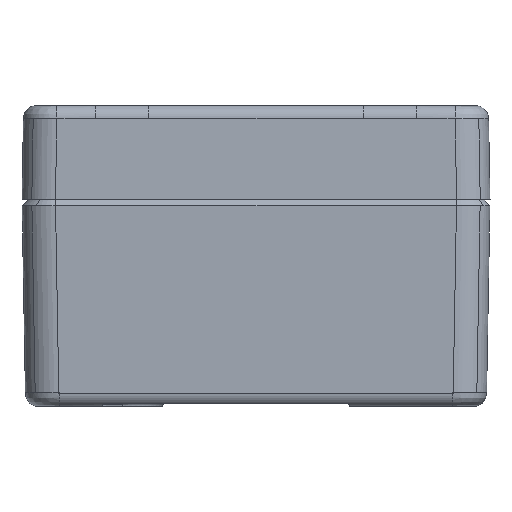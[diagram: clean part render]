
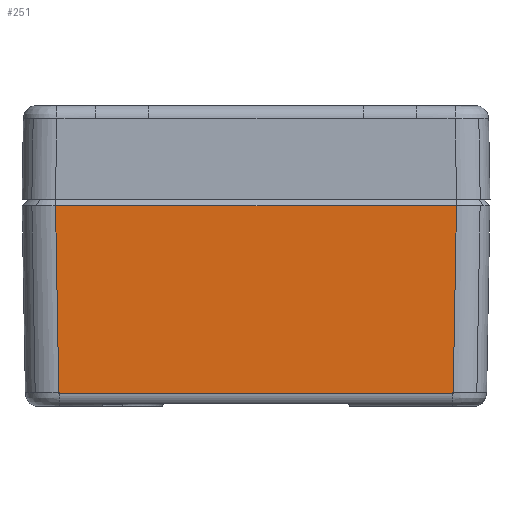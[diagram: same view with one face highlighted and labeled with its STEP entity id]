
A CAD part, left-side view. The second image highlights one B-rep face of the part: STEP entity #251.
In plain terms, the highlighted planar face has unit normal (-1, 0, -0.018).
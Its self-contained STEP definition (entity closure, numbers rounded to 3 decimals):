
#148=AXIS2_PLACEMENT_3D('Plane Axis2P3D',#145,#146,#147) ;
#36=CARTESIAN_POINT('Line Origine',(0.508,35.,1.899)) ;
#40=CARTESIAN_POINT('Vertex',(0.508,64.459,1.899)) ;
#42=CARTESIAN_POINT('Vertex',(0.508,5.541,1.899)) ;
#145=CARTESIAN_POINT('Axis2P3D Location',(0.017,64.983,30.)) ;
#151=CARTESIAN_POINT('Control Point',(0.506,5.541,2.031)) ;
#152=CARTESIAN_POINT('Control Point',(0.506,5.534,2.031)) ;
#153=CARTESIAN_POINT('Control Point',(0.506,5.527,2.031)) ;
#154=CARTESIAN_POINT('Control Point',(0.506,5.519,2.03)) ;
#155=CARTESIAN_POINT('Control Point',(0.506,5.512,2.029)) ;
#156=CARTESIAN_POINT('Control Point',(0.506,5.505,2.027)) ;
#157=CARTESIAN_POINT('Vertex',(0.506,5.541,2.031)) ;
#159=CARTESIAN_POINT('Vertex',(0.506,5.505,2.027)) ;
#162=CARTESIAN_POINT('Line Origine',(0.506,5.523,2.031)) ;
#166=CARTESIAN_POINT('Vertex',(0.506,5.505,2.031)) ;
#169=CARTESIAN_POINT('Line Origine',(0.262,5.261,16.016)) ;
#173=CARTESIAN_POINT('Vertex',(0.017,5.017,30.)) ;
#176=CARTESIAN_POINT('Line Origine',(0.017,35.,30.)) ;
#180=CARTESIAN_POINT('Vertex',(0.017,64.983,30.)) ;
#183=CARTESIAN_POINT('Line Origine',(0.262,64.739,16.016)) ;
#187=CARTESIAN_POINT('Vertex',(0.506,64.495,2.031)) ;
#190=CARTESIAN_POINT('Line Origine',(0.506,64.477,2.031)) ;
#194=CARTESIAN_POINT('Vertex',(0.506,64.459,2.031)) ;
#198=CARTESIAN_POINT('Control Point',(0.506,64.459,2.031)) ;
#199=CARTESIAN_POINT('Control Point',(0.506,64.466,2.031)) ;
#200=CARTESIAN_POINT('Control Point',(0.506,64.473,2.031)) ;
#201=CARTESIAN_POINT('Control Point',(0.506,64.481,2.03)) ;
#202=CARTESIAN_POINT('Control Point',(0.506,64.488,2.029)) ;
#203=CARTESIAN_POINT('Control Point',(0.506,64.495,2.027)) ;
#204=CARTESIAN_POINT('Vertex',(0.506,64.495,2.027)) ;
#207=CARTESIAN_POINT('Line Origine',(0.507,64.494,1.965)) ;
#211=CARTESIAN_POINT('Vertex',(0.508,64.493,1.902)) ;
#215=CARTESIAN_POINT('Control Point',(0.508,64.493,1.902)) ;
#216=CARTESIAN_POINT('Control Point',(0.508,64.486,1.901)) ;
#217=CARTESIAN_POINT('Control Point',(0.508,64.479,1.9)) ;
#218=CARTESIAN_POINT('Control Point',(0.508,64.473,1.899)) ;
#219=CARTESIAN_POINT('Control Point',(0.508,64.466,1.899)) ;
#220=CARTESIAN_POINT('Control Point',(0.508,64.459,1.899)) ;
#223=CARTESIAN_POINT('Control Point',(0.508,5.507,1.902)) ;
#224=CARTESIAN_POINT('Control Point',(0.508,5.514,1.901)) ;
#225=CARTESIAN_POINT('Control Point',(0.508,5.521,1.9)) ;
#226=CARTESIAN_POINT('Control Point',(0.508,5.527,1.899)) ;
#227=CARTESIAN_POINT('Control Point',(0.508,5.534,1.899)) ;
#228=CARTESIAN_POINT('Control Point',(0.508,5.541,1.899)) ;
#229=CARTESIAN_POINT('Vertex',(0.508,5.507,1.902)) ;
#232=CARTESIAN_POINT('Line Origine',(0.507,5.506,1.965)) ;
#37=DIRECTION('Vector Direction',(0.,-1.,0.)) ;
#146=DIRECTION('Axis2P3D Direction',(-1.,0.,-0.017)) ;
#147=DIRECTION('Axis2P3D XDirection',(0.017,0.,-1.)) ;
#163=DIRECTION('Vector Direction',(0.,-1.,0.)) ;
#170=DIRECTION('Vector Direction',(-0.017,-0.017,1.)) ;
#177=DIRECTION('Vector Direction',(0.,-1.,0.)) ;
#184=DIRECTION('Vector Direction',(0.017,-0.017,-1.)) ;
#191=DIRECTION('Vector Direction',(0.,1.,0.)) ;
#208=DIRECTION('Vector Direction',(0.017,-0.017,-1.)) ;
#233=DIRECTION('Vector Direction',(-0.017,-0.017,1.)) ;
#38=VECTOR('Line Direction',#37,1.) ;
#164=VECTOR('Line Direction',#163,1.) ;
#171=VECTOR('Line Direction',#170,1.) ;
#178=VECTOR('Line Direction',#177,1.) ;
#185=VECTOR('Line Direction',#184,1.) ;
#192=VECTOR('Line Direction',#191,1.) ;
#209=VECTOR('Line Direction',#208,1.) ;
#234=VECTOR('Line Direction',#233,1.) ;
#238=ORIENTED_EDGE('',*,*,#161,.F.) ;
#239=ORIENTED_EDGE('',*,*,#168,.F.) ;
#240=ORIENTED_EDGE('',*,*,#175,.T.) ;
#241=ORIENTED_EDGE('',*,*,#182,.T.) ;
#242=ORIENTED_EDGE('',*,*,#189,.T.) ;
#243=ORIENTED_EDGE('',*,*,#196,.F.) ;
#244=ORIENTED_EDGE('',*,*,#206,.T.) ;
#245=ORIENTED_EDGE('',*,*,#213,.T.) ;
#246=ORIENTED_EDGE('',*,*,#221,.T.) ;
#247=ORIENTED_EDGE('',*,*,#44,.T.) ;
#248=ORIENTED_EDGE('',*,*,#231,.F.) ;
#249=ORIENTED_EDGE('',*,*,#236,.T.) ;
#251=ADVANCED_FACE('Hauptk\X2\00F6\X0\rper',(#250),#149,.T.) ;
#150=B_SPLINE_CURVE_WITH_KNOTS('',5,(#151,#152,#153,#154,#155,#156),.UNSPECIFIED.,.F.,.U.,(6,6),(0.,0.052),.UNSPECIFIED.) ;
#197=B_SPLINE_CURVE_WITH_KNOTS('',5,(#198,#199,#200,#201,#202,#203),.UNSPECIFIED.,.F.,.U.,(6,6),(0.,0.052),.UNSPECIFIED.) ;
#214=B_SPLINE_CURVE_WITH_KNOTS('',5,(#215,#216,#217,#218,#219,#220),.UNSPECIFIED.,.F.,.U.,(6,6),(0.,0.048),.UNSPECIFIED.) ;
#222=B_SPLINE_CURVE_WITH_KNOTS('',5,(#223,#224,#225,#226,#227,#228),.UNSPECIFIED.,.F.,.U.,(6,6),(0.,0.048),.UNSPECIFIED.) ;
#44=EDGE_CURVE('',#41,#43,#39,.T.) ;
#161=EDGE_CURVE('',#158,#160,#150,.T.) ;
#168=EDGE_CURVE('',#167,#158,#165,.F.) ;
#175=EDGE_CURVE('',#167,#174,#172,.T.) ;
#182=EDGE_CURVE('',#174,#181,#179,.F.) ;
#189=EDGE_CURVE('',#181,#188,#186,.T.) ;
#196=EDGE_CURVE('',#195,#188,#193,.T.) ;
#206=EDGE_CURVE('',#195,#205,#197,.T.) ;
#213=EDGE_CURVE('',#205,#212,#210,.T.) ;
#221=EDGE_CURVE('',#212,#41,#214,.T.) ;
#231=EDGE_CURVE('',#230,#43,#222,.T.) ;
#236=EDGE_CURVE('',#230,#160,#235,.T.) ;
#237=EDGE_LOOP('',(#238,#239,#240,#241,#242,#243,#244,#245,#246,#247,#248,#249)) ;
#250=FACE_OUTER_BOUND('',#237,.T.) ;
#39=LINE('Line',#36,#38) ;
#165=LINE('Line',#162,#164) ;
#172=LINE('Line',#169,#171) ;
#179=LINE('Line',#176,#178) ;
#186=LINE('Line',#183,#185) ;
#193=LINE('Line',#190,#192) ;
#210=LINE('Line',#207,#209) ;
#235=LINE('Line',#232,#234) ;
#149=PLANE('',#148) ;
#41=VERTEX_POINT('',#40) ;
#43=VERTEX_POINT('',#42) ;
#158=VERTEX_POINT('',#157) ;
#160=VERTEX_POINT('',#159) ;
#167=VERTEX_POINT('',#166) ;
#174=VERTEX_POINT('',#173) ;
#181=VERTEX_POINT('',#180) ;
#188=VERTEX_POINT('',#187) ;
#195=VERTEX_POINT('',#194) ;
#205=VERTEX_POINT('',#204) ;
#212=VERTEX_POINT('',#211) ;
#230=VERTEX_POINT('',#229) ;
